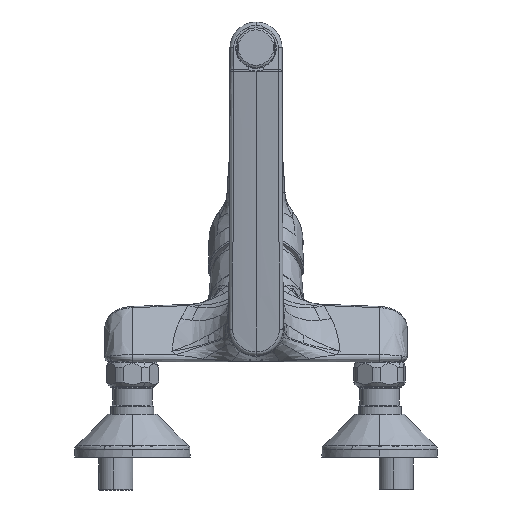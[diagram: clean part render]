
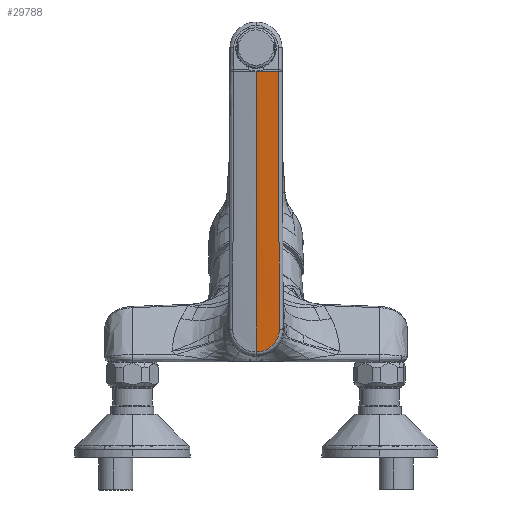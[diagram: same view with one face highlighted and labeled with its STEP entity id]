
A CAD part, front view. The second image highlights one B-rep face of the part: STEP entity #29788.
In plain terms, the highlighted free-form (B-spline) face has degree [5, 5] with [6, 6] control points.
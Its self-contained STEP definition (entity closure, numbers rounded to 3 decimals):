
#657 = ORIENTED_EDGE ( 'NONE', *, *, #28823, .T. ) ;
#2202 = CARTESIAN_POINT ( 'NONE',  ( 0., -78.706, 117.855 ) ) ;
#2336 = CARTESIAN_POINT ( 'NONE',  ( 3.655, -64.323, 16.143 ) ) ;
#2454 = CARTESIAN_POINT ( 'NONE',  ( 14.174, -65.746, 29.565 ) ) ;
#2487 = CARTESIAN_POINT ( 'NONE',  ( 14.165, -65.618, 28.653 ) ) ;
#2759 = CARTESIAN_POINT ( 'NONE',  ( 13.739, -80.476, 133.84 ) ) ;
#2794 = CARTESIAN_POINT ( 'NONE',  ( 7.211, -88.837, 190.253 ) ) ;
#2943 = CARTESIAN_POINT ( 'NONE',  ( 10.812, -78.375, 117.273 ) ) ;
#3092 = CARTESIAN_POINT ( 'NONE',  ( 14.41, -67.84, 44.305 ) ) ;
#3977 = B_SPLINE_CURVE_WITH_KNOTS ( 'NONE', 3,
 ( #36435, #11444, #40033, #18640 ),
 .UNSPECIFIED., .F., .F.,
 ( 4, 4 ),
 ( 0., 1. ),
 .UNSPECIFIED. ) ;
#4123 = B_SPLINE_CURVE_WITH_KNOTS ( 'NONE', 3,
 ( #38050, #27264, #20254, #45245, #23810, #2336, #27411, #5983, #30995, #9611, #34584, #13206, #38204, #16803, #41788, #20399, #45388, #23965, #2487, #27547 ),
 .UNSPECIFIED., .F., .F.,
 ( 4, 2, 2, 2, 2, 2, 2, 2, 2, 4 ),
 ( 0., 0.063, 0.125, 0.25, 0.375, 0.5, 0.625, 0.75, 0.875, 1. ),
 .UNSPECIFIED. ) ;
#5658 = VERTEX_POINT ( 'NONE', #2454 ) ;
#5843 = CARTESIAN_POINT ( 'NONE',  ( 0., -69.096, 49.752 ) ) ;
#5983 = CARTESIAN_POINT ( 'NONE',  ( 6.246, -64.394, 17.1 ) ) ;
#6441 = CARTESIAN_POINT ( 'NONE',  ( 14.41, -88.42, 190.311 ) ) ;
#6597 = CARTESIAN_POINT ( 'NONE',  ( 18., -77.805, 117.354 ) ) ;
#6752 = CARTESIAN_POINT ( 'NONE',  ( 0., -63.168, 7.736 ) ) ;
#7636 = VERTEX_POINT ( 'NONE', #21957 ) ;
#9611 = CARTESIAN_POINT ( 'NONE',  ( 8.603, -64.509, 18.537 ) ) ;
#10051 = CARTESIAN_POINT ( 'NONE',  ( 0., -83.77, 153.74 ) ) ;
#10200 = CARTESIAN_POINT ( 'NONE',  ( 3.605, -73.469, 80.738 ) ) ;
#10362 = CARTESIAN_POINT ( 'NONE',  ( 7.209, -63.089, 7.747 ) ) ;
#11444 = CARTESIAN_POINT ( 'NONE',  ( 9.029, -88.157, 185.965 ) ) ;
#11912 = B_SPLINE_CURVE_WITH_KNOTS ( 'NONE', 5,
 ( #44811, #23679, #2202, #27278, #5843, #30860 ),
 .UNSPECIFIED., .F., .F.,
 ( 6, 6 ),
 ( 4.325, 176.269 ),
 .UNSPECIFIED. ) ;
#13206 = CARTESIAN_POINT ( 'NONE',  ( 10.633, -64.674, 20.399 ) ) ;
#13666 = CARTESIAN_POINT ( 'NONE',  ( 7.21, -83.687, 153.752 ) ) ;
#13816 = CARTESIAN_POINT ( 'NONE',  ( 10.812, -73.227, 80.772 ) ) ;
#13979 = CARTESIAN_POINT ( 'NONE',  ( 14.409, -62.694, 7.803 ) ) ;
#15404 = EDGE_CURVE ( 'NONE', #43838, #7636, #3977, .T. ) ;
#15439 = ORIENTED_EDGE ( 'NONE', *, *, #15404, .T. ) ;
#16803 = CARTESIAN_POINT ( 'NONE',  ( 12.259, -64.893, 22.614 ) ) ;
#17251 = CARTESIAN_POINT ( 'NONE',  ( 14.41, -83.275, 153.81 ) ) ;
#17402 = CARTESIAN_POINT ( 'NONE',  ( 18., -72.663, 80.852 ) ) ;
#18640 = CARTESIAN_POINT ( 'NONE',  ( 0., -88.316, 185.958 ) ) ;
#20236 = ORIENTED_EDGE ( 'NONE', *, *, #28549, .T. ) ;
#20254 = CARTESIAN_POINT ( 'NONE',  ( 0.923, -64.293, 15.723 ) ) ;
#20399 = CARTESIAN_POINT ( 'NONE',  ( 13.418, -65.169, 25.097 ) ) ;
#20837 = CARTESIAN_POINT ( 'NONE',  ( 0., -78.619, 117.239 ) ) ;
#20990 = CARTESIAN_POINT ( 'NONE',  ( 3.605, -68.318, 44.237 ) ) ;
#21957 = CARTESIAN_POINT ( 'NONE',  ( 0., -88.316, 185.958 ) ) ;
#22092 = ORIENTED_EDGE ( 'NONE', *, *, #44027, .T. ) ;
#22211 = VERTEX_POINT ( 'NONE', #25608 ) ;
#23679 = CARTESIAN_POINT ( 'NONE',  ( 0., -83.511, 151.907 ) ) ;
#23810 = CARTESIAN_POINT ( 'NONE',  ( 2.293, -64.304, 15.878 ) ) ;
#23965 = CARTESIAN_POINT ( 'NONE',  ( 14.067, -65.498, 27.751 ) ) ;
#24268 = CARTESIAN_POINT ( 'NONE',  ( 0., -88.92, 190.241 ) ) ;
#24423 = CARTESIAN_POINT ( 'NONE',  ( 7.21, -78.538, 117.25 ) ) ;
#24575 = CARTESIAN_POINT ( 'NONE',  ( 10.812, -68.079, 44.271 ) ) ;
#25608 = CARTESIAN_POINT ( 'NONE',  ( 0., -64.292, 15.701 ) ) ;
#27264 = CARTESIAN_POINT ( 'NONE',  ( 0.463, -64.292, 15.701 ) ) ;
#27278 = CARTESIAN_POINT ( 'NONE',  ( 0., -73.901, 83.804 ) ) ;
#27382 = CARTESIAN_POINT ( 'NONE',  ( 13.953, -73.111, 81.703 ) ) ;
#27411 = CARTESIAN_POINT ( 'NONE',  ( 4.535, -64.342, 16.405 ) ) ;
#27547 = CARTESIAN_POINT ( 'NONE',  ( 14.174, -65.746, 29.565 ) ) ;
#27706 = CARTESIAN_POINT ( 'NONE',  ( 3.605, -88.92, 190.241 ) ) ;
#27824 = CARTESIAN_POINT ( 'NONE',  ( 13.527, -87.84, 185.978 ) ) ;
#27855 = CARTESIAN_POINT ( 'NONE',  ( 10.813, -88.67, 190.276 ) ) ;
#28006 = CARTESIAN_POINT ( 'NONE',  ( 14.41, -78.13, 117.308 ) ) ;
#28160 = CARTESIAN_POINT ( 'NONE',  ( 18., -67.521, 44.35 ) ) ;
#28549 = EDGE_CURVE ( 'NONE', #7636, #22211, #11912, .T. ) ;
#28823 = EDGE_CURVE ( 'NONE', #5658, #43838, #44454, .T. ) ;
#29788 = ADVANCED_FACE ( 'NONE', ( #31569 ), #37851, .T. ) ;
#30860 = CARTESIAN_POINT ( 'NONE',  ( 0., -64.292, 15.701 ) ) ;
#30961 = CARTESIAN_POINT ( 'NONE',  ( 14.174, -65.746, 29.565 ) ) ;
#30995 = CARTESIAN_POINT ( 'NONE',  ( 7.059, -64.427, 17.526 ) ) ;
#31430 = CARTESIAN_POINT ( 'NONE',  ( 18., -88.087, 190.358 ) ) ;
#31569 = FACE_OUTER_BOUND ( 'NONE', #45373, .T. ) ;
#31590 = CARTESIAN_POINT ( 'NONE',  ( 0., -73.469, 80.738 ) ) ;
#31740 = CARTESIAN_POINT ( 'NONE',  ( 3.605, -63.168, 7.736 ) ) ;
#34584 = CARTESIAN_POINT ( 'NONE',  ( 9.317, -64.558, 19.111 ) ) ;
#35038 = CARTESIAN_POINT ( 'NONE',  ( 3.605, -83.77, 153.74 ) ) ;
#35184 = CARTESIAN_POINT ( 'NONE',  ( 7.21, -73.388, 80.749 ) ) ;
#35334 = CARTESIAN_POINT ( 'NONE',  ( 10.812, -62.931, 7.77 ) ) ;
#36435 = CARTESIAN_POINT ( 'NONE',  ( 13.527, -87.84, 185.978 ) ) ;
#37851 = B_SPLINE_SURFACE_WITH_KNOTS ( 'NONE', 5, 5, ( 
 ( #24268, #27706, #2794, #27855, #6441, #31430 ),
 ( #10051, #35038, #13666, #38659, #17251, #42243 ),
 ( #20837, #45835, #24423, #2943, #28006, #6597 ),
 ( #31590, #10200, #35184, #13816, #38816, #17402 ),
 ( #42403, #20990, #45993, #24575, #3092, #28160 ),
 ( #6752, #31740, #10362, #35334, #13979, #38972 ) ),
 .UNSPECIFIED., .F., .F., .F.,
 ( 6, 6 ),
 ( 6, 6 ),
 ( 0., 184.313 ),
 ( 0., 18.028 ),
 .UNSPECIFIED. ) ;
#38050 = CARTESIAN_POINT ( 'NONE',  ( 0., -64.292, 15.701 ) ) ;
#38204 = CARTESIAN_POINT ( 'NONE',  ( 11.221, -64.74, 21.099 ) ) ;
#38659 = CARTESIAN_POINT ( 'NONE',  ( 10.813, -83.523, 153.775 ) ) ;
#38816 = CARTESIAN_POINT ( 'NONE',  ( 14.41, -72.985, 80.806 ) ) ;
#38972 = CARTESIAN_POINT ( 'NONE',  ( 18., -62.379, 7.848 ) ) ;
#40033 = CARTESIAN_POINT ( 'NONE',  ( 4.517, -88.316, 185.958 ) ) ;
#41788 = CARTESIAN_POINT ( 'NONE',  ( 12.699, -64.978, 23.414 ) ) ;
#42243 = CARTESIAN_POINT ( 'NONE',  ( 18., -82.946, 153.856 ) ) ;
#42403 = CARTESIAN_POINT ( 'NONE',  ( 0., -68.318, 44.237 ) ) ;
#43838 = VERTEX_POINT ( 'NONE', #44849 ) ;
#44027 = EDGE_CURVE ( 'NONE', #22211, #5658, #4123, .T. ) ;
#44454 = B_SPLINE_CURVE_WITH_KNOTS ( 'NONE', 3,
 ( #30961, #27382, #2759, #27824 ),
 .UNSPECIFIED., .F., .F.,
 ( 4, 4 ),
 ( 0., 157.967 ),
 .UNSPECIFIED. ) ;
#44811 = CARTESIAN_POINT ( 'NONE',  ( 0., -88.316, 185.958 ) ) ;
#44849 = CARTESIAN_POINT ( 'NONE',  ( 13.527, -87.84, 185.978 ) ) ;
#45245 = CARTESIAN_POINT ( 'NONE',  ( 1.839, -64.299, 15.812 ) ) ;
#45373 = EDGE_LOOP ( 'NONE', ( #20236, #22092, #657, #15439 ) ) ;
#45388 = CARTESIAN_POINT ( 'NONE',  ( 13.693, -65.273, 25.967 ) ) ;
#45835 = CARTESIAN_POINT ( 'NONE',  ( 3.605, -78.619, 117.239 ) ) ;
#45993 = CARTESIAN_POINT ( 'NONE',  ( 7.21, -68.238, 44.248 ) ) ;
